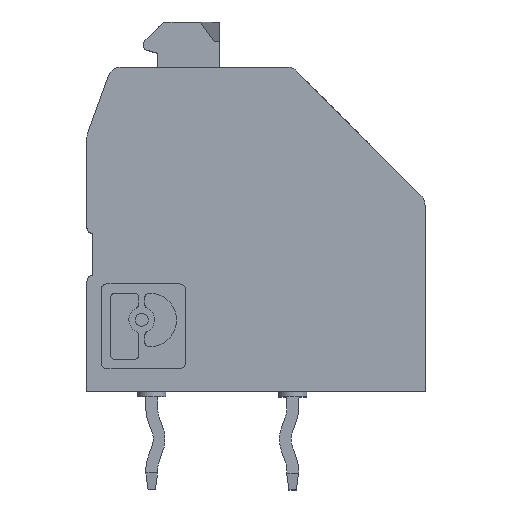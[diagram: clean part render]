
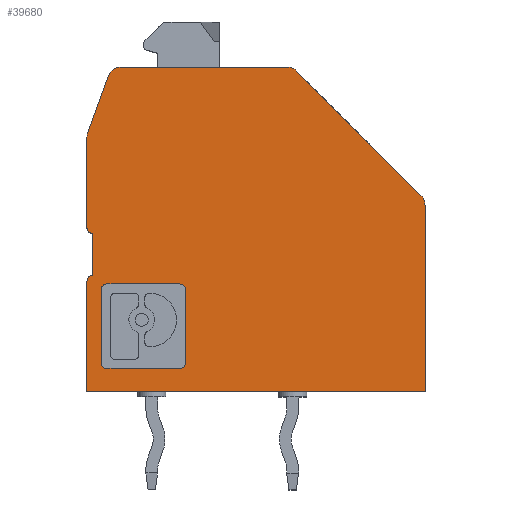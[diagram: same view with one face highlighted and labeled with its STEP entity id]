
A CAD part, top view. The second image highlights one B-rep face of the part: STEP entity #39680.
In plain terms, the highlighted planar face has unit normal (0, 0, 1).
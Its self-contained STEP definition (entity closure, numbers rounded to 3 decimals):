
#5490=CARTESIAN_POINT('',(11.854,6.946,2.93));
#5500=VERTEX_POINT('',#5490);
#5530=CARTESIAN_POINT('',(0.,18.8,2.93));
#5540=DIRECTION('',(0.707,-0.707,0.));
#5550=VECTOR('',#5540,1.);
#5560=LINE('',#5530,#5550);
#5570=CARTESIAN_POINT('',(7.446,11.354,2.93));
#5580=VERTEX_POINT('',#5570);
#5590=EDGE_CURVE('',#5580,#5500,#5560,.T.);
#8440=CARTESIAN_POINT('',(0.2,3.9,2.93));
#8450=DIRECTION('',(0.,0.,1.));
#8460=DIRECTION('',(1.,0.,0.));
#8470=AXIS2_PLACEMENT_3D('',#8440,#8450,#8460);
#8480=CIRCLE('',#8470,0.2);
#8490=CARTESIAN_POINT('',(0.2,4.1,2.93));
#8500=VERTEX_POINT('',#8490);
#8510=CARTESIAN_POINT('',(0.,3.9,2.93));
#8520=VERTEX_POINT('',#8510);
#8530=EDGE_CURVE('',#8500,#8520,#8480,.T.);
#9170=CARTESIAN_POINT('',(0.,0.,2.93));
#9180=DIRECTION('',(0.,1.,0.));
#9190=VECTOR('',#9180,1.);
#9200=LINE('',#9170,#9190);
#9210=CARTESIAN_POINT('',(0.,0.,2.93));
#9220=VERTEX_POINT('',#9210);
#9230=EDGE_CURVE('',#9220,#8520,#9200,.T.);
#11760=CARTESIAN_POINT('',(7.093,11.,2.93));
#11770=DIRECTION('',(0.,0.,-1.));
#11780=DIRECTION('',(-1.,0.,0.));
#11790=AXIS2_PLACEMENT_3D('',#11760,#11770,#11780);
#11800=CIRCLE('',#11790,0.5);
#11810=CARTESIAN_POINT('',(7.093,11.5,2.93));
#11820=VERTEX_POINT('',#11810);
#11830=EDGE_CURVE('',#11820,#5580,#11800,.T.);
#35300=CARTESIAN_POINT('',(12.,0.,2.93));
#35310=VERTEX_POINT('',#35300);
#35400=CARTESIAN_POINT('',(0.,0.,2.93));
#35410=DIRECTION('',(-1.,0.,0.));
#35420=VECTOR('',#35410,1.);
#35430=LINE('',#35400,#35420);
#35440=EDGE_CURVE('',#35310,#9220,#35430,.T.);
#35990=CARTESIAN_POINT('',(12.,0.,2.93));
#36000=DIRECTION('',(0.,-1.,0.));
#36010=VECTOR('',#36000,1.);
#36020=LINE('',#35990,#36010);
#36030=CARTESIAN_POINT('',(12.,6.593,2.93));
#36040=VERTEX_POINT('',#36030);
#36050=EDGE_CURVE('',#36040,#35310,#36020,.T.);
#36280=CARTESIAN_POINT('',(11.5,6.593,2.93));
#36290=DIRECTION('',(0.,0.,1.));
#36300=DIRECTION('',(1.,0.,0.));
#36310=AXIS2_PLACEMENT_3D('',#36280,#36290,#36300);
#36320=CIRCLE('',#36310,0.5);
#36330=EDGE_CURVE('',#36040,#5500,#36320,.T.);
#37060=CARTESIAN_POINT('',(0.5,9.012,2.93));
#37070=DIRECTION('',(0.,0.,1.));
#37080=DIRECTION('',(1.,0.,0.));
#37090=AXIS2_PLACEMENT_3D('',#37060,#37070,#37080);
#37100=CIRCLE('',#37090,0.5);
#37110=CARTESIAN_POINT('',(0.03,9.183,2.93));
#37120=VERTEX_POINT('',#37110);
#37130=CARTESIAN_POINT('',(0.,9.012,2.93));
#37140=VERTEX_POINT('',#37130);
#37150=EDGE_CURVE('',#37120,#37140,#37100,.T.);
#37640=CARTESIAN_POINT('',(0.,0.,2.93));
#37650=DIRECTION('',(0.,1.,0.));
#37660=VECTOR('',#37650,1.);
#37670=LINE('',#37640,#37660);
#37680=CARTESIAN_POINT('',(0.,5.8,2.93));
#37690=VERTEX_POINT('',#37680);
#37700=EDGE_CURVE('',#37690,#37140,#37670,.T.);
#38060=CARTESIAN_POINT('',(0.2,5.6,2.93));
#38070=VERTEX_POINT('',#38060);
#38100=CARTESIAN_POINT('',(0.2,0.,2.93));
#38110=DIRECTION('',(0.,1.,0.));
#38120=VECTOR('',#38110,1.);
#38130=LINE('',#38100,#38120);
#38140=EDGE_CURVE('',#8500,#38070,#38130,.T.);
#38310=CARTESIAN_POINT('',(0.2,5.8,2.93));
#38320=DIRECTION('',(0.,0.,-1.));
#38330=DIRECTION('',(-1.,0.,0.));
#38340=AXIS2_PLACEMENT_3D('',#38310,#38320,#38330);
#38350=CIRCLE('',#38340,0.2);
#38360=EDGE_CURVE('',#38070,#37690,#38350,.T.);
#38570=CARTESIAN_POINT('',(11.439,0.,2.93));
#38580=DIRECTION('',(0.,0.,1.));
#38590=DIRECTION('',(1.,0.,0.));
#38600=AXIS2_PLACEMENT_3D('',#38570,#38580,#38590);
#38610=PLANE('',#38600);
#38620=ORIENTED_EDGE('',*,*,#9230,.F.);
#38630=ORIENTED_EDGE('',*,*,#8530,.T.);
#38640=ORIENTED_EDGE('',*,*,#38140,.F.);
#38650=ORIENTED_EDGE('',*,*,#38360,.F.);
#38660=ORIENTED_EDGE('',*,*,#37700,.F.);
#38670=ORIENTED_EDGE('',*,*,#37150,.T.);
#38680=CARTESIAN_POINT('',(-3.312,0.,2.93));
#38690=DIRECTION('',(0.342,0.94,0.));
#38700=VECTOR('',#38690,1.);
#38710=LINE('',#38680,#38700);
#38720=CARTESIAN_POINT('',(0.754,11.171,2.93));
#38730=VERTEX_POINT('',#38720);
#38740=EDGE_CURVE('',#37120,#38730,#38710,.T.);
#38750=ORIENTED_EDGE('',*,*,#38740,.F.);
#38760=CARTESIAN_POINT('',(1.224,11.,2.93));
#38770=DIRECTION('',(0.,0.,1.));
#38780=DIRECTION('',(1.,0.,0.));
#38790=AXIS2_PLACEMENT_3D('',#38760,#38770,#38780);
#38800=CIRCLE('',#38790,0.5);
#38810=CARTESIAN_POINT('',(1.224,11.5,2.93));
#38820=VERTEX_POINT('',#38810);
#38830=EDGE_CURVE('',#38820,#38730,#38800,.T.);
#38840=ORIENTED_EDGE('',*,*,#38830,.T.);
#38850=CARTESIAN_POINT('',(0.,11.5,2.93));
#38860=DIRECTION('',(1.,0.,0.));
#38870=VECTOR('',#38860,1.);
#38880=LINE('',#38850,#38870);
#38890=EDGE_CURVE('',#38820,#11820,#38880,.T.);
#38900=ORIENTED_EDGE('',*,*,#38890,.F.);
#38910=ORIENTED_EDGE('',*,*,#11830,.F.);
#38920=ORIENTED_EDGE('',*,*,#5590,.F.);
#38930=ORIENTED_EDGE('',*,*,#36330,.T.);
#38940=ORIENTED_EDGE('',*,*,#36050,.F.);
#38950=ORIENTED_EDGE('',*,*,#35440,.F.);
#38960=EDGE_LOOP('',(#38950,#38940,#38930,#38920,#38910,#38900,#38840,
#38750,#38670,#38660,#38650,#38640,#38630,#38620));
#38970=FACE_OUTER_BOUND('',#38960,.T.);
#38980=CARTESIAN_POINT('',(3.289,3.589,2.93));
#38990=DIRECTION('',(0.,0.,1.));
#39000=DIRECTION('',(1.,0.,0.));
#39010=AXIS2_PLACEMENT_3D('',#38980,#38990,#39000);
#39020=CIRCLE('',#39010,0.211);
#39030=CARTESIAN_POINT('',(3.5,3.589,2.93));
#39040=VERTEX_POINT('',#39030);
#39050=CARTESIAN_POINT('',(3.289,3.8,2.93));
#39060=VERTEX_POINT('',#39050);
#39070=EDGE_CURVE('',#39040,#39060,#39020,.T.);
#39080=ORIENTED_EDGE('',*,*,#39070,.F.);
#39090=CARTESIAN_POINT('',(0.,3.8,2.93));
#39100=DIRECTION('',(-1.,0.,0.));
#39110=VECTOR('',#39100,1.);
#39120=LINE('',#39090,#39110);
#39130=CARTESIAN_POINT('',(0.711,3.8,2.93));
#39140=VERTEX_POINT('',#39130);
#39150=EDGE_CURVE('',#39060,#39140,#39120,.T.);
#39160=ORIENTED_EDGE('',*,*,#39150,.F.);
#39170=CARTESIAN_POINT('',(0.711,3.589,2.93));
#39180=DIRECTION('',(0.,0.,1.));
#39190=DIRECTION('',(1.,0.,0.));
#39200=AXIS2_PLACEMENT_3D('',#39170,#39180,#39190);
#39210=CIRCLE('',#39200,0.211);
#39220=CARTESIAN_POINT('',(0.5,3.589,2.93));
#39230=VERTEX_POINT('',#39220);
#39240=EDGE_CURVE('',#39140,#39230,#39210,.T.);
#39250=ORIENTED_EDGE('',*,*,#39240,.F.);
#39260=CARTESIAN_POINT('',(0.5,0.,2.93));
#39270=DIRECTION('',(0.,-1.,0.));
#39280=VECTOR('',#39270,1.);
#39290=LINE('',#39260,#39280);
#39300=CARTESIAN_POINT('',(0.5,1.011,2.93));
#39310=VERTEX_POINT('',#39300);
#39320=EDGE_CURVE('',#39230,#39310,#39290,.T.);
#39330=ORIENTED_EDGE('',*,*,#39320,.F.);
#39340=CARTESIAN_POINT('',(0.711,1.011,2.93));
#39350=DIRECTION('',(0.,0.,1.));
#39360=DIRECTION('',(1.,0.,0.));
#39370=AXIS2_PLACEMENT_3D('',#39340,#39350,#39360);
#39380=CIRCLE('',#39370,0.211);
#39390=CARTESIAN_POINT('',(0.711,0.8,2.93));
#39400=VERTEX_POINT('',#39390);
#39410=EDGE_CURVE('',#39310,#39400,#39380,.T.);
#39420=ORIENTED_EDGE('',*,*,#39410,.F.);
#39430=CARTESIAN_POINT('',(0.,0.8,2.93));
#39440=DIRECTION('',(1.,0.,0.));
#39450=VECTOR('',#39440,1.);
#39460=LINE('',#39430,#39450);
#39470=CARTESIAN_POINT('',(3.289,0.8,2.93));
#39480=VERTEX_POINT('',#39470);
#39490=EDGE_CURVE('',#39400,#39480,#39460,.T.);
#39500=ORIENTED_EDGE('',*,*,#39490,.F.);
#39510=CARTESIAN_POINT('',(3.289,1.011,2.93));
#39520=DIRECTION('',(0.,0.,1.));
#39530=DIRECTION('',(1.,0.,0.));
#39540=AXIS2_PLACEMENT_3D('',#39510,#39520,#39530);
#39550=CIRCLE('',#39540,0.211);
#39560=CARTESIAN_POINT('',(3.5,1.011,2.93));
#39570=VERTEX_POINT('',#39560);
#39580=EDGE_CURVE('',#39480,#39570,#39550,.T.);
#39590=ORIENTED_EDGE('',*,*,#39580,.F.);
#39600=CARTESIAN_POINT('',(3.5,0.,2.93));
#39610=DIRECTION('',(0.,1.,0.));
#39620=VECTOR('',#39610,1.);
#39630=LINE('',#39600,#39620);
#39640=EDGE_CURVE('',#39570,#39040,#39630,.T.);
#39650=ORIENTED_EDGE('',*,*,#39640,.F.);
#39660=EDGE_LOOP('',(#39650,#39590,#39500,#39420,#39330,#39250,#39160,
#39080));
#39670=FACE_BOUND('',#39660,.T.);
#39680=ADVANCED_FACE('',(#38970,#39670),#38610,.T.);
